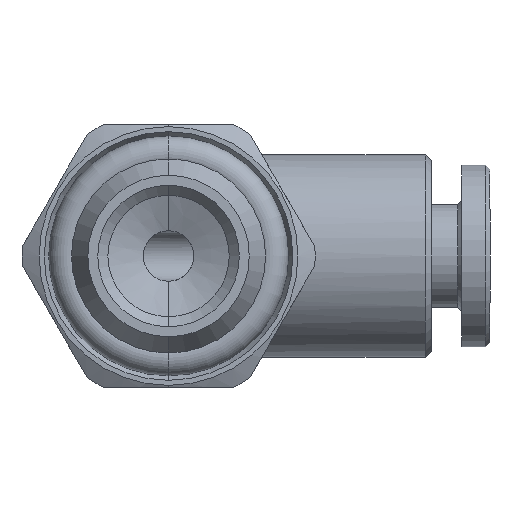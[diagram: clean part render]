
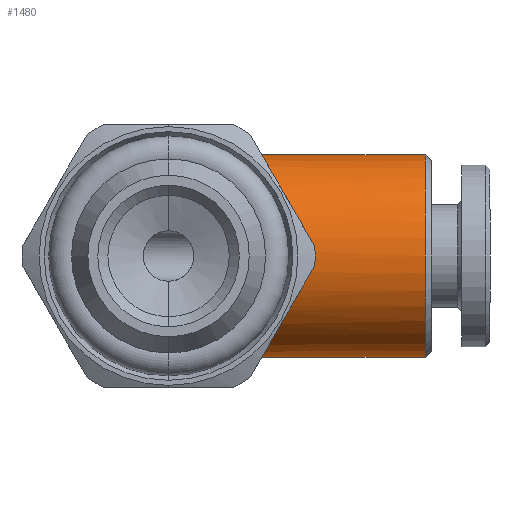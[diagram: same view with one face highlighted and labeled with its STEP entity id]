
A CAD part, front view. The second image highlights one B-rep face of the part: STEP entity #1480.
In plain terms, the highlighted cylindrical face has radius 5 mm (diameter 10 mm), a partial arc.
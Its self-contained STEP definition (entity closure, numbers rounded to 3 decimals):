
#212 = FACE_OUTER_BOUND ( 'NONE', #603, .T. ) ;
#258 = LINE ( 'NONE', #1147, #2744 ) ;
#275 = VERTEX_POINT ( 'NONE', #403 ) ;
#318 = CYLINDRICAL_SURFACE ( 'NONE', #2475, 5. ) ;
#403 = CARTESIAN_POINT ( 'NONE',  ( 12.7, 0., 5. ) ) ;
#603 = EDGE_LOOP ( 'NONE', ( #1800, #1797, #1794, #1805, #1808, #1820 ) ) ;
#844 = CARTESIAN_POINT ( 'NONE',  ( 4., -4.181, 2.743 ) ) ;
#875 = VECTOR ( 'NONE', #1049, 1000. ) ;
#1048 = CARTESIAN_POINT ( 'NONE',  ( -3.45, 0., -5. ) ) ;
#1049 = DIRECTION ( 'NONE',  ( -1., 0., 0. ) ) ;
#1147 = CARTESIAN_POINT ( 'NONE',  ( -3.45, 0., 5. ) ) ;
#1148 = DIRECTION ( 'NONE',  ( -1., 0., 0. ) ) ;
#1183 = CARTESIAN_POINT ( 'NONE',  ( 4., 0., 0. ) ) ;
#1184 = DIRECTION ( 'NONE',  ( -1., 0., 0. ) ) ;
#1185 = DIRECTION ( 'NONE',  ( 0., 0., 1. ) ) ;
#1194 = CARTESIAN_POINT ( 'NONE',  ( 12.7, 0., 0. ) ) ;
#1195 = DIRECTION ( 'NONE',  ( -1., 0., 0. ) ) ;
#1196 = DIRECTION ( 'NONE',  ( 0., 0., 1. ) ) ;
#1220 = CARTESIAN_POINT ( 'NONE',  ( 4., -4.181, 2.743 ) ) ;
#1221 = CARTESIAN_POINT ( 'NONE',  ( 4.126, -4.302, 2.558 ) ) ;
#1222 = CARTESIAN_POINT ( 'NONE',  ( 4.244, -4.415, 2.358 ) ) ;
#1223 = CARTESIAN_POINT ( 'NONE',  ( 4.452, -4.615, 1.939 ) ) ;
#1224 = CARTESIAN_POINT ( 'NONE',  ( 4.542, -4.702, 1.718 ) ) ;
#1225 = CARTESIAN_POINT ( 'NONE',  ( 4.692, -4.847, 1.251 ) ) ;
#1226 = CARTESIAN_POINT ( 'NONE',  ( 4.751, -4.904, 1.007 ) ) ;
#1227 = CARTESIAN_POINT ( 'NONE',  ( 4.829, -4.98, 0.513 ) ) ;
#1228 = CARTESIAN_POINT ( 'NONE',  ( 4.85, -5., 0.261 ) ) ;
#1229 = CARTESIAN_POINT ( 'NONE',  ( 4.85, -5., -0.254 ) ) ;
#1230 = CARTESIAN_POINT ( 'NONE',  ( 4.83, -4.981, -0.507 ) ) ;
#1231 = CARTESIAN_POINT ( 'NONE',  ( 4.752, -4.905, -1.004 ) ) ;
#1232 = CARTESIAN_POINT ( 'NONE',  ( 4.693, -4.847, -1.25 ) ) ;
#1233 = CARTESIAN_POINT ( 'NONE',  ( 4.543, -4.703, -1.716 ) ) ;
#1234 = CARTESIAN_POINT ( 'NONE',  ( 4.452, -4.615, -1.938 ) ) ;
#1235 = CARTESIAN_POINT ( 'NONE',  ( 4.244, -4.414, -2.36 ) ) ;
#1236 = CARTESIAN_POINT ( 'NONE',  ( 4.126, -4.301, -2.559 ) ) ;
#1237 = CARTESIAN_POINT ( 'NONE',  ( 4., -4.181, -2.743 ) ) ;
#1255 = CARTESIAN_POINT ( 'NONE',  ( 4., 0., 0. ) ) ;
#1256 = DIRECTION ( 'NONE',  ( -1., 0., 0. ) ) ;
#1257 = DIRECTION ( 'NONE',  ( 0., 0., 1. ) ) ;
#1284 = CARTESIAN_POINT ( 'NONE',  ( -3.45, 0., 0. ) ) ;
#1285 = DIRECTION ( 'NONE',  ( -1., 0., 0. ) ) ;
#1286 = DIRECTION ( 'NONE',  ( 0., 0., 1. ) ) ;
#1437 = EDGE_CURVE ( 'NONE', #275, #1645, #258, .T. ) ;
#1451 = EDGE_CURVE ( 'NONE', #2527, #2510, #2787, .T. ) ;
#1456 = EDGE_CURVE ( 'NONE', #1647, #275, #2798, .T. ) ;
#1465 = EDGE_CURVE ( 'NONE', #2530, #2510, #2420, .T. ) ;
#1470 = EDGE_CURVE ( 'NONE', #2530, #1645, #2813, .T. ) ;
#1480 = ADVANCED_FACE ( 'NONE', ( #212 ), #318, .T. ) ;
#1563 = EDGE_CURVE ( 'NONE', #1647, #2527, #2048, .T. ) ;
#1645 = VERTEX_POINT ( 'NONE', #2371 ) ;
#1647 = VERTEX_POINT ( 'NONE', #2373 ) ;
#1794 = ORIENTED_EDGE ( 'NONE', *, *, #1437, .T. ) ;
#1797 = ORIENTED_EDGE ( 'NONE', *, *, #1456, .T. ) ;
#1800 = ORIENTED_EDGE ( 'NONE', *, *, #1563, .F. ) ;
#1805 = ORIENTED_EDGE ( 'NONE', *, *, #1470, .F. ) ;
#1808 = ORIENTED_EDGE ( 'NONE', *, *, #1465, .T. ) ;
#1820 = ORIENTED_EDGE ( 'NONE', *, *, #1451, .F. ) ;
#2048 = LINE ( 'NONE', #1048, #875 ) ;
#2371 = CARTESIAN_POINT ( 'NONE',  ( 4., 0., 5. ) ) ;
#2373 = CARTESIAN_POINT ( 'NONE',  ( 12.7, 0., -5. ) ) ;
#2404 = CARTESIAN_POINT ( 'NONE',  ( 4., -4.181, -2.743 ) ) ;
#2419 = CARTESIAN_POINT ( 'NONE',  ( 4., 0., -5. ) ) ;
#2420 = B_SPLINE_CURVE_WITH_KNOTS ( 'NONE', 3,
 ( #1220, #1221, #1222, #1223, #1224, #1225, #1226, #1227, #1228, #1229, #1230, #1231, #1232, #1233, #1234, #1235, #1236, #1237 ),
 .UNSPECIFIED., .F., .F.,
 ( 4, 2, 2, 2, 2, 2, 2, 2, 4 ),
 ( 0.023, 0.024, 0.025, 0.025, 0.026, 0.027, 0.028, 0.028, 0.029 ),
 .UNSPECIFIED. ) ;
#2475 = AXIS2_PLACEMENT_3D ( 'NONE', #1284, #1285, #1286 ) ;
#2510 = VERTEX_POINT ( 'NONE', #2404 ) ;
#2527 = VERTEX_POINT ( 'NONE', #2419 ) ;
#2530 = VERTEX_POINT ( 'NONE', #844 ) ;
#2744 = VECTOR ( 'NONE', #1148, 1000. ) ;
#2787 = CIRCLE ( 'NONE', #2803, 5. ) ;
#2795 = AXIS2_PLACEMENT_3D ( 'NONE', #1194, #1195, #1196 ) ;
#2798 = CIRCLE ( 'NONE', #2795, 5. ) ;
#2803 = AXIS2_PLACEMENT_3D ( 'NONE', #1183, #1184, #1185 ) ;
#2812 = AXIS2_PLACEMENT_3D ( 'NONE', #1255, #1256, #1257 ) ;
#2813 = CIRCLE ( 'NONE', #2812, 5. ) ;
